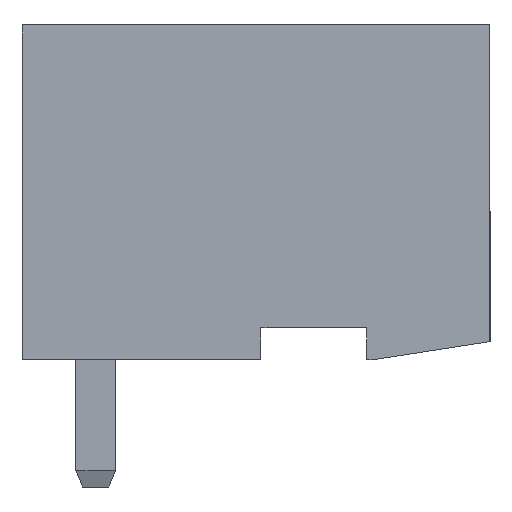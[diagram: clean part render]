
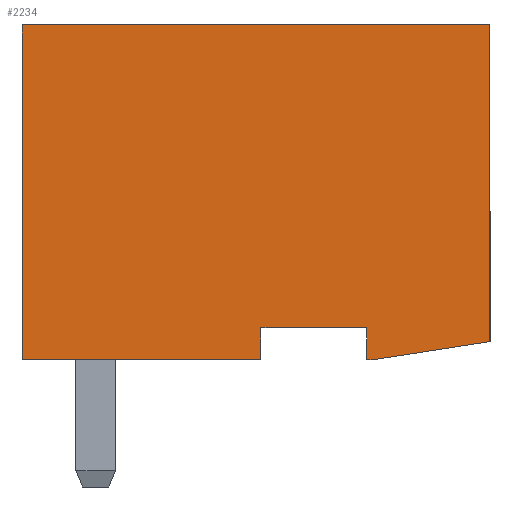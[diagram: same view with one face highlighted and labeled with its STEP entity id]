
A CAD part, left-side view. The second image highlights one B-rep face of the part: STEP entity #2234.
In plain terms, the highlighted planar face has unit normal (-1, 0, 0).
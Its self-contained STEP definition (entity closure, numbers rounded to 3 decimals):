
#2221=AXIS2_PLACEMENT_3D('Plane Axis2P3D',#2218,#2219,#2220) ;
#49=CARTESIAN_POINT('Vertex',(0.,5.75,4.)) ;
#52=CARTESIAN_POINT('Line Origine',(0.,5.75,3.6)) ;
#56=CARTESIAN_POINT('Vertex',(0.,5.75,3.2)) ;
#103=CARTESIAN_POINT('Vertex',(0.,3.1,4.)) ;
#106=CARTESIAN_POINT('Line Origine',(0.,4.425,4.)) ;
#470=CARTESIAN_POINT('Vertex',(0.,3.1,3.2)) ;
#473=CARTESIAN_POINT('Line Origine',(0.,3.1,3.6)) ;
#578=CARTESIAN_POINT('Vertex',(0.,2.9,3.2)) ;
#581=CARTESIAN_POINT('Line Origine',(0.,3.,3.2)) ;
#609=CARTESIAN_POINT('Vertex',(0.,0.,3.65)) ;
#612=CARTESIAN_POINT('Line Origine',(0.,1.45,3.425)) ;
#640=CARTESIAN_POINT('Vertex',(0.,0.,11.6)) ;
#643=CARTESIAN_POINT('Line Origine',(0.,0.,7.625)) ;
#1781=CARTESIAN_POINT('Vertex',(0.,11.75,11.6)) ;
#1784=CARTESIAN_POINT('Line Origine',(0.,5.875,11.6)) ;
#1812=CARTESIAN_POINT('Vertex',(0.,11.75,3.2)) ;
#1815=CARTESIAN_POINT('Line Origine',(0.,11.75,7.4)) ;
#1832=CARTESIAN_POINT('Line Origine',(0.,8.75,3.2)) ;
#2218=CARTESIAN_POINT('Axis2P3D Location',(0.,0.,0.)) ;
#53=DIRECTION('Vector Direction',(0.,0.,1.)) ;
#107=DIRECTION('Vector Direction',(0.,-1.,0.)) ;
#474=DIRECTION('Vector Direction',(0.,0.,-1.)) ;
#582=DIRECTION('Vector Direction',(0.,1.,0.)) ;
#613=DIRECTION('Vector Direction',(0.,-0.988,0.153)) ;
#644=DIRECTION('Vector Direction',(0.,0.,-1.)) ;
#1785=DIRECTION('Vector Direction',(0.,1.,0.)) ;
#1816=DIRECTION('Vector Direction',(0.,0.,1.)) ;
#1833=DIRECTION('Vector Direction',(0.,1.,0.)) ;
#2219=DIRECTION('Axis2P3D Direction',(-1.,0.,0.)) ;
#2220=DIRECTION('Axis2P3D XDirection',(0.,-1.,0.)) ;
#54=VECTOR('Line Direction',#53,1.) ;
#108=VECTOR('Line Direction',#107,1.) ;
#475=VECTOR('Line Direction',#474,1.) ;
#583=VECTOR('Line Direction',#582,1.) ;
#614=VECTOR('Line Direction',#613,1.) ;
#645=VECTOR('Line Direction',#644,1.) ;
#1786=VECTOR('Line Direction',#1785,1.) ;
#1817=VECTOR('Line Direction',#1816,1.) ;
#1834=VECTOR('Line Direction',#1833,1.) ;
#2224=ORIENTED_EDGE('',*,*,#58,.T.) ;
#2225=ORIENTED_EDGE('',*,*,#110,.T.) ;
#2226=ORIENTED_EDGE('',*,*,#477,.T.) ;
#2227=ORIENTED_EDGE('',*,*,#585,.T.) ;
#2228=ORIENTED_EDGE('',*,*,#616,.T.) ;
#2229=ORIENTED_EDGE('',*,*,#647,.T.) ;
#2230=ORIENTED_EDGE('',*,*,#1788,.T.) ;
#2231=ORIENTED_EDGE('',*,*,#1819,.T.) ;
#2232=ORIENTED_EDGE('',*,*,#1836,.T.) ;
#2234=ADVANCED_FACE('HOUSING',(#2233),#2222,.T.) ;
#58=EDGE_CURVE('',#57,#50,#55,.T.) ;
#110=EDGE_CURVE('',#50,#104,#109,.T.) ;
#477=EDGE_CURVE('',#104,#471,#476,.T.) ;
#585=EDGE_CURVE('',#471,#579,#584,.F.) ;
#616=EDGE_CURVE('',#579,#610,#615,.T.) ;
#647=EDGE_CURVE('',#610,#641,#646,.F.) ;
#1788=EDGE_CURVE('',#641,#1782,#1787,.T.) ;
#1819=EDGE_CURVE('',#1782,#1813,#1818,.F.) ;
#1836=EDGE_CURVE('',#1813,#57,#1835,.F.) ;
#2223=EDGE_LOOP('',(#2224,#2225,#2226,#2227,#2228,#2229,#2230,#2231,#2232)) ;
#2233=FACE_OUTER_BOUND('',#2223,.T.) ;
#55=LINE('Line',#52,#54) ;
#109=LINE('Line',#106,#108) ;
#476=LINE('Line',#473,#475) ;
#584=LINE('Line',#581,#583) ;
#615=LINE('Line',#612,#614) ;
#646=LINE('Line',#643,#645) ;
#1787=LINE('Line',#1784,#1786) ;
#1818=LINE('Line',#1815,#1817) ;
#1835=LINE('Line',#1832,#1834) ;
#2222=PLANE('',#2221) ;
#50=VERTEX_POINT('',#49) ;
#57=VERTEX_POINT('',#56) ;
#104=VERTEX_POINT('',#103) ;
#471=VERTEX_POINT('',#470) ;
#579=VERTEX_POINT('',#578) ;
#610=VERTEX_POINT('',#609) ;
#641=VERTEX_POINT('',#640) ;
#1782=VERTEX_POINT('',#1781) ;
#1813=VERTEX_POINT('',#1812) ;
